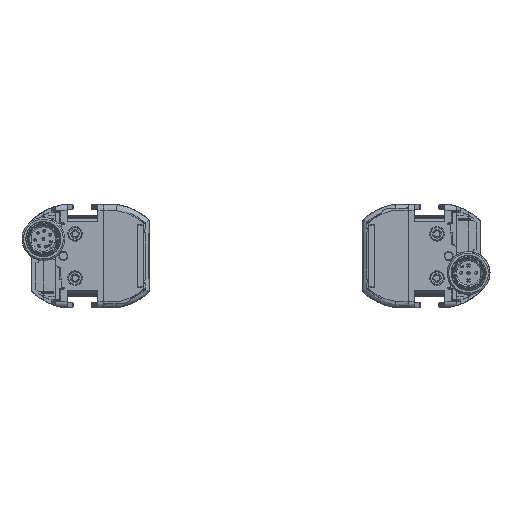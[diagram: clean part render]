
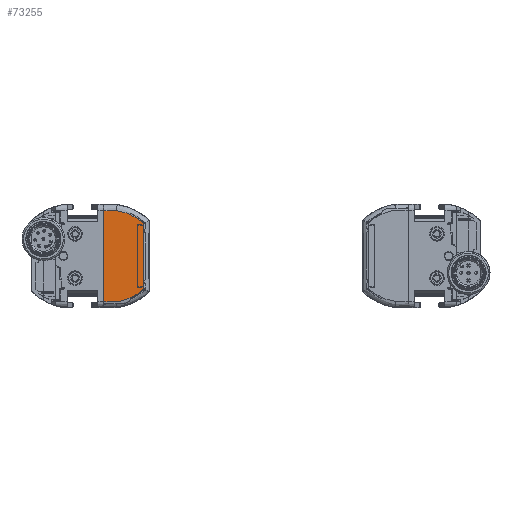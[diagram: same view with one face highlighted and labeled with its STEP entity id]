
A CAD part, front view. The second image highlights one B-rep face of the part: STEP entity #73255.
In plain terms, the highlighted planar face has unit normal (0, -1, 0).
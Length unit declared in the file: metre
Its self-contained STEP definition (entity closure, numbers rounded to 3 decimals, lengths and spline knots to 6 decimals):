
#421 = CARTESIAN_POINT ( 'NONE',  ( -1.667618, -20.846456, -0.553205 ) ) ;
#655 = CARTESIAN_POINT ( 'NONE',  ( -1.824429, -20.846457, 0.601421 ) ) ;
#1644 = CARTESIAN_POINT ( 'NONE',  ( -1.726555, -20.846456, 0.572222 ) ) ;
#2124 = ORIENTED_EDGE ( 'NONE', *, *, #62021, .F. ) ;
#2204 = ORIENTED_EDGE ( 'NONE', *, *, #71456, .F. ) ;
#2755 = LINE ( 'NONE', #33139, #86629 ) ;
#4328 = DIRECTION ( 'NONE',  ( -1., 0., 0. ) ) ;
#6501 = CARTESIAN_POINT ( 'NONE',  ( -1.667544, -20.846456, -0.553169 ) ) ;
#7251 = CARTESIAN_POINT ( 'NONE',  ( -1.668277, -20.846456, 0.547424 ) ) ;
#7739 = CARTESIAN_POINT ( 'NONE',  ( -1.583732, -20.846457, 0.499828 ) ) ;
#8011 = CARTESIAN_POINT ( 'NONE',  ( -1.508778, -20.846457, -0.449331 ) ) ;
#9255 = CARTESIAN_POINT ( 'NONE',  ( -1.508778, -20.846457, 0.443235 ) ) ;
#14380 = EDGE_CURVE ( 'NONE', #15967, #26138, #34776, .T. ) ;
#14597 = CARTESIAN_POINT ( 'NONE',  ( -1.667248, -20.846456, -0.553028 ) ) ;
#15335 = CARTESIAN_POINT ( 'NONE',  ( -1.67401, -20.846456, 0.550126 ) ) ;
#15577 = CARTESIAN_POINT ( 'NONE',  ( -1.546488, -20.846457, -0.479778 ) ) ;
#15967 = VERTEX_POINT ( 'NONE', #53499 ) ;
#16330 = CARTESIAN_POINT ( 'NONE',  ( -1.667984, -20.846456, 0.547284 ) ) ;
#16836 = CARTESIAN_POINT ( 'NONE',  ( -1.580048, -20.846457, 0.497389 ) ) ;
#19966 = EDGE_LOOP ( 'NONE', ( #2204, #97095, #2124, #89237, #58071, #91470 ) ) ;
#21966 = VERTEX_POINT ( 'NONE', #72633 ) ;
#22493 = LINE ( 'NONE', #53270, #78568 ) ;
#22724 = VERTEX_POINT ( 'NONE', #75807 ) ;
#23672 = CARTESIAN_POINT ( 'NONE',  ( -1.788452, -20.846457, -0.601748 ) ) ;
#23917 = CARTESIAN_POINT ( 'NONE',  ( -1.670917, -20.846456, 0.548675 ) ) ;
#24192 = CARTESIAN_POINT ( 'NONE',  ( -1.599039, -20.846457, -0.516159 ) ) ;
#24957 = CARTESIAN_POINT ( 'NONE',  ( -1.545908, -20.846457, 0.473412 ) ) ;
#26138 = VERTEX_POINT ( 'NONE', #62529 ) ;
#31266 = CARTESIAN_POINT ( 'NONE',  ( -1.539333, -20.846457, -0.474296 ) ) ;
#32534 = CARTESIAN_POINT ( 'NONE',  ( -1.598369, -20.846457, 0.509212 ) ) ;
#33139 = CARTESIAN_POINT ( 'NONE',  ( -2.007874, -20.846457, 0.607189 ) ) ;
#34776 = B_SPLINE_CURVE_WITH_KNOTS ( 'NONE', 3,
 ( #53724, #655, #54705, #40122, #1644, #84979, #62260, #70841, #15335, #23917, #55709, #48157, #7251, #16330, #78401, #86488, #93033, #94051, #85488, #32534, #46160, #39622, #7739, #47186, #77923, #16836, #38612, #24957, #47660, #9255, #38108 ),
 .UNSPECIFIED., .F., .F.,
 ( 4, 2, 2, 1, 1, 1, 1, 1, 2, 2, 2, 2, 2, 1, 1, 2, 2, 2, 4 ),
 ( 0., 0.25, 0.375, 0.4375, 0.46875, 0.484375, 0.492187, 0.496094, 0.498047, 0.5, 0.625, 0.6875, 0.71875, 0.734375, 0.742187, 0.746094, 0.75, 0.875, 1. ),
 .UNSPECIFIED. ) ;
#35191 = VERTEX_POINT ( 'NONE', #61700 ) ;
#37242 = DIRECTION ( 'NONE',  ( 1., 0., 0. ) ) ;
#38108 = CARTESIAN_POINT ( 'NONE',  ( -1.5, -20.846457, 0.435368 ) ) ;
#38368 = CARTESIAN_POINT ( 'NONE',  ( -1.616489, -20.846457, -0.526424 ) ) ;
#38612 = CARTESIAN_POINT ( 'NONE',  ( -1.56138, -20.846457, 0.484928 ) ) ;
#38894 = CARTESIAN_POINT ( 'NONE',  ( -1.578872, -20.846457, -0.502698 ) ) ;
#39622 = CARTESIAN_POINT ( 'NONE',  ( -1.587924, -20.846457, 0.50257 ) ) ;
#40122 = CARTESIAN_POINT ( 'NONE',  ( -1.74212, -20.846457, 0.577796 ) ) ;
#44633 = CARTESIAN_POINT ( 'NONE',  ( -1.5, -20.846457, 0.215456 ) ) ;
#44782 = FACE_OUTER_BOUND ( 'NONE', #19966, .T. ) ;
#45925 = CARTESIAN_POINT ( 'NONE',  ( -1.55815, -20.846457, -0.488316 ) ) ;
#46160 = CARTESIAN_POINT ( 'NONE',  ( -1.59144, -20.846457, 0.504825 ) ) ;
#46838 = EDGE_CURVE ( 'NONE', #92803, #35191, #22493, .T. ) ;
#47186 = CARTESIAN_POINT ( 'NONE',  ( -1.581917, -20.846457, 0.498629 ) ) ;
#47434 = CARTESIAN_POINT ( 'NONE',  ( -1.663576, -20.846457, -0.551263 ) ) ;
#47660 = CARTESIAN_POINT ( 'NONE',  ( -1.519608, -20.846457, 0.452566 ) ) ;
#48157 = CARTESIAN_POINT ( 'NONE',  ( -1.668716, -20.846456, 0.547632 ) ) ;
#49357 = CARTESIAN_POINT ( 'NONE',  ( -2.007874, -20.846457, -0.613284 ) ) ;
#52965 = CARTESIAN_POINT ( 'NONE',  ( -1.638767, -20.846457, -0.538676 ) ) ;
#53270 = CARTESIAN_POINT ( 'NONE',  ( -2.032072, -20.846457, 0.215456 ) ) ;
#53499 = CARTESIAN_POINT ( 'NONE',  ( -1.860405, -20.846457, 0.607189 ) ) ;
#53724 = CARTESIAN_POINT ( 'NONE',  ( -1.860405, -20.846457, 0.607189 ) ) ;
#54459 = CARTESIAN_POINT ( 'NONE',  ( -1.860405, -20.846457, -0.613284 ) ) ;
#54705 = CARTESIAN_POINT ( 'NONE',  ( -1.790307, -20.846457, 0.593101 ) ) ;
#54978 = CARTESIAN_POINT ( 'NONE',  ( -1.65469, -20.846457, -0.546882 ) ) ;
#55709 = CARTESIAN_POINT ( 'NONE',  ( -1.669376, -20.846456, 0.547946 ) ) ;
#57848 = B_SPLINE_CURVE_WITH_KNOTS ( 'NONE', 3,
 ( #62519, #8011, #93294, #31266, #15577, #45925, #84256, #77683, #85773, #61044, #77162, #76666, #38894, #24192, #38368, #52965, #69094, #54978, #83740, #62032, #47434, #69614, #99880, #14597, #6501, #421, #92800, #23672, #54459 ),
 .UNSPECIFIED., .F., .F.,
 ( 4, 2, 2, 2, 1, 1, 2, 2, 2, 2, 2, 1, 1, 1, 2, 2, 4 ),
 ( 0., 0.125, 0.1875, 0.21875, 0.234375, 0.242188, 0.246094, 0.25, 0.375, 0.4375, 0.46875, 0.484375, 0.492188, 0.496094, 0.498047, 0.5, 1. ),
 .UNSPECIFIED. ) ;
#58071 = ORIENTED_EDGE ( 'NONE', *, *, #81987, .F. ) ;
#58901 = DIRECTION ( 'NONE',  ( 0., 1., 0. ) ) ;
#61044 = CARTESIAN_POINT ( 'NONE',  ( -1.575559, -20.846457, -0.500471 ) ) ;
#61700 = CARTESIAN_POINT ( 'NONE',  ( -2.032072, -20.846457, 0.607189 ) ) ;
#62021 = EDGE_CURVE ( 'NONE', #35191, #15967, #2755, .T. ) ;
#62032 = CARTESIAN_POINT ( 'NONE',  ( -1.661616, -20.846457, -0.550308 ) ) ;
#62260 = CARTESIAN_POINT ( 'NONE',  ( -1.692862, -20.846456, 0.558637 ) ) ;
#62519 = CARTESIAN_POINT ( 'NONE',  ( -1.5, -20.846457, -0.441463 ) ) ;
#62529 = CARTESIAN_POINT ( 'NONE',  ( -1.5, -20.846457, 0.435368 ) ) ;
#63883 = DIRECTION ( 'NONE',  ( 1., 0., 0. ) ) ;
#64723 = AXIS2_PLACEMENT_3D ( 'NONE', #82632, #58901, #37242 ) ;
#64981 = LINE ( 'NONE', #49357, #77557 ) ;
#67127 = CARTESIAN_POINT ( 'NONE',  ( -2.032072, -20.846457, -0.613284 ) ) ;
#69094 = CARTESIAN_POINT ( 'NONE',  ( -1.645548, -20.846457, -0.542234 ) ) ;
#69614 = CARTESIAN_POINT ( 'NONE',  ( -1.665746, -20.846456, -0.552309 ) ) ;
#70841 = CARTESIAN_POINT ( 'NONE',  ( -1.680239, -20.846456, 0.553001 ) ) ;
#70994 = EDGE_CURVE ( 'NONE', #21966, #22724, #57848, .T. ) ;
#71288 = VECTOR ( 'NONE', #73400, 39.370079 ) ;
#71456 = EDGE_CURVE ( 'NONE', #26138, #21966, #98603, .T. ) ;
#72633 = CARTESIAN_POINT ( 'NONE',  ( -1.5, -20.846457, -0.441463 ) ) ;
#73255 = ADVANCED_FACE ( 'NONE', ( #44782 ), #97249, .F. ) ;
#73400 = DIRECTION ( 'NONE',  ( 0., 0., -1. ) ) ;
#75807 = CARTESIAN_POINT ( 'NONE',  ( -1.860405, -20.846457, -0.613284 ) ) ;
#76666 = CARTESIAN_POINT ( 'NONE',  ( -1.578354, -20.846457, -0.502352 ) ) ;
#77162 = CARTESIAN_POINT ( 'NONE',  ( -1.577233, -20.846457, -0.501599 ) ) ;
#77557 = VECTOR ( 'NONE', #4328, 39.370079 ) ;
#77683 = CARTESIAN_POINT ( 'NONE',  ( -1.568495, -20.846457, -0.495628 ) ) ;
#77923 = CARTESIAN_POINT ( 'NONE',  ( -1.580703, -20.846457, 0.497824 ) ) ;
#78401 = CARTESIAN_POINT ( 'NONE',  ( -1.658453, -20.846457, 0.54274 ) ) ;
#78568 = VECTOR ( 'NONE', #84057, 39.370079 ) ;
#81987 = EDGE_CURVE ( 'NONE', #22724, #92803, #64981, .T. ) ;
#82632 = CARTESIAN_POINT ( 'NONE',  ( -2.007874, -20.846457, 0.215456 ) ) ;
#83740 = CARTESIAN_POINT ( 'NONE',  ( -1.657565, -20.846457, -0.548317 ) ) ;
#84057 = DIRECTION ( 'NONE',  ( 0., 0., 1. ) ) ;
#84256 = CARTESIAN_POINT ( 'NONE',  ( -1.562193, -20.846457, -0.491215 ) ) ;
#84979 = CARTESIAN_POINT ( 'NONE',  ( -1.703967, -20.846456, 0.563265 ) ) ;
#85488 = CARTESIAN_POINT ( 'NONE',  ( -1.602849, -20.846457, 0.511974 ) ) ;
#85773 = CARTESIAN_POINT ( 'NONE',  ( -1.571706, -20.846457, -0.497851 ) ) ;
#86488 = CARTESIAN_POINT ( 'NONE',  ( -1.646194, -20.846457, 0.536666 ) ) ;
#86629 = VECTOR ( 'NONE', #63883, 39.370079 ) ;
#89237 = ORIENTED_EDGE ( 'NONE', *, *, #46838, .F. ) ;
#91470 = ORIENTED_EDGE ( 'NONE', *, *, #70994, .F. ) ;
#92800 = CARTESIAN_POINT ( 'NONE',  ( -1.72402, -20.846456, -0.580094 ) ) ;
#92803 = VERTEX_POINT ( 'NONE', #67127 ) ;
#93033 = CARTESIAN_POINT ( 'NONE',  ( -1.623916, -20.846457, 0.524413 ) ) ;
#93294 = CARTESIAN_POINT ( 'NONE',  ( -1.519608, -20.846457, -0.458661 ) ) ;
#94051 = CARTESIAN_POINT ( 'NONE',  ( -1.615844, -20.846457, 0.519802 ) ) ;
#97095 = ORIENTED_EDGE ( 'NONE', *, *, #14380, .F. ) ;
#97249 = PLANE ( 'NONE',  #64723 ) ;
#98603 = LINE ( 'NONE', #44633, #71288 ) ;
#99880 = CARTESIAN_POINT ( 'NONE',  ( -1.666801, -20.846456, -0.552815 ) ) ;
